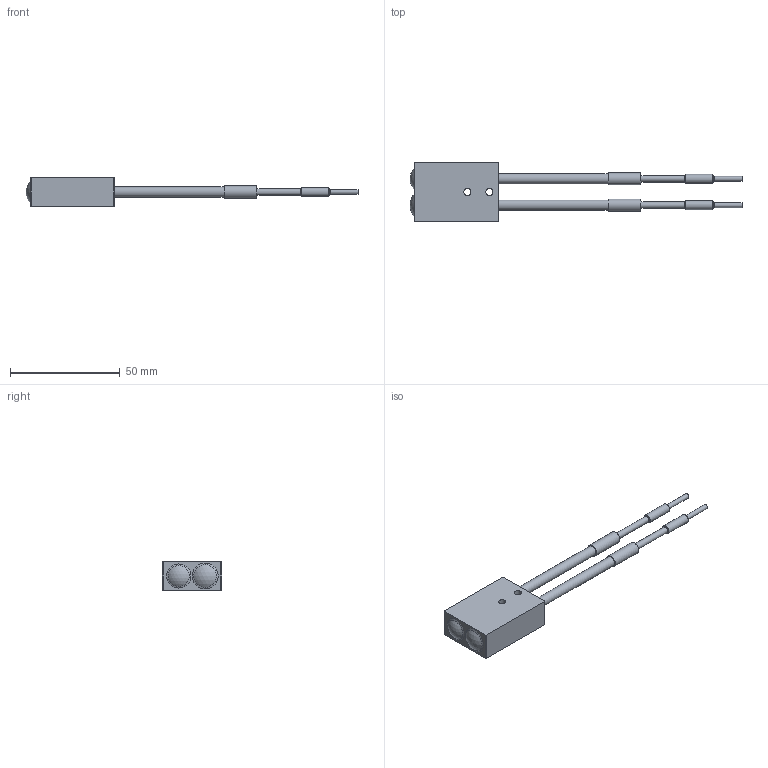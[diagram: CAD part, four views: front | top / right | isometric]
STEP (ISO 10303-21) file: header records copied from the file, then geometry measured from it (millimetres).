
FILE_DESCRIPTION(/* description */ (''),/* implementation_level */ '2;1');
FILE_NAME(/* name */ 'GPF-D035-ST350-6.0.stp',/* time_stamp */ '2018-12-19T15:53:59+09:00',/* author */ ('user'),/* organization */ (''),/* preprocessor_version */ 'ST-DEVELOPER v17',/* originating_system */ 'Autodesk Inventor 2018',/* authorisation */ '');
FILE_SCHEMA (('AUTOMOTIVE_DESIGN { 1 0 10303 214 3 1 1 }'));
Length unit declared in the file: millimetre
Products named in the file (1): GPF-D023-LF-2.0
Bounding box: 151.16 x 27 x 13 mm (x, y, z)
Volume: 16398.8 mm3; surface area: 6863.8 mm2
Topology: 1 solids, 1 shells, 42 faces, 80 edges, 52 vertices
Faces by surface type: plane 20, cylinder 12, cone 8, sphere 2
Full cylindrical faces by diameter (mm): 2.2 x2, 2.9 x2, 3.2 x2, 4 x2, 4.6 x2, 5.5 x2
Entity records: 1124 total; most frequent: DIRECTION 202, CARTESIAN_POINT 175, ORIENTED_EDGE 160, EDGE_CURVE 80, AXIS2_PLACEMENT_3D 79, EDGE_LOOP 58, VERTEX_POINT 52, LINE 44
